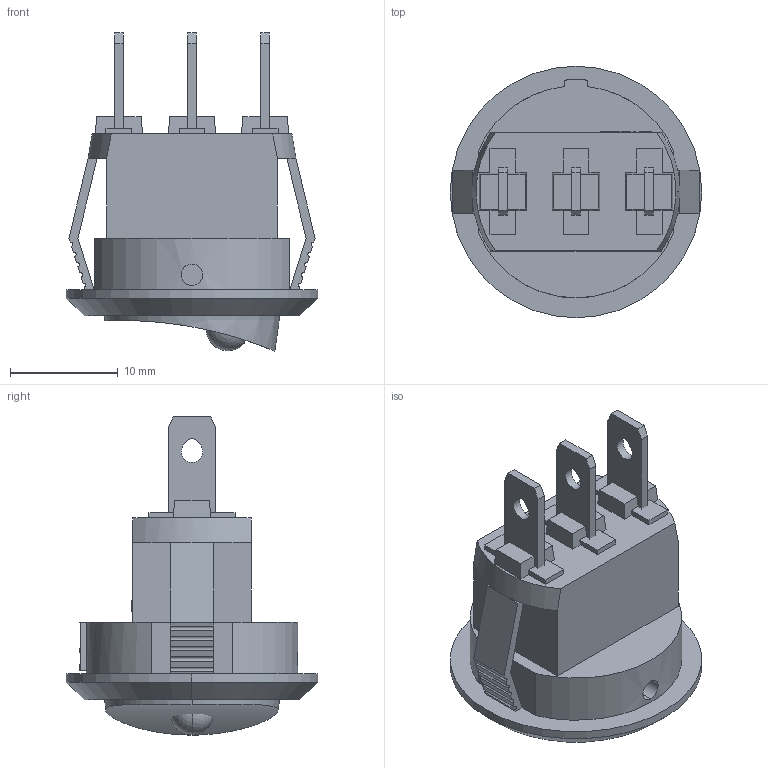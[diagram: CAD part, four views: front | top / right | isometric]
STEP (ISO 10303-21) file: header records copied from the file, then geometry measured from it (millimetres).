
FILE_DESCRIPTION (( 'STEP AP203' ), '1' );
FILE_NAME ('KCD1.STEP', '2023-10-01T15:04:50', ( '' ), ( '' ), 'SwSTEP 2.0', 'SolidWorks 2021', '' );
FILE_SCHEMA (( 'CONFIG_CONTROL_DESIGN' ));
Length unit declared in the file: millimetre
Products named in the file (1): KCD1
Bounding box: 23.4 x 23.4 x 29.6 mm (x, y, z)
Volume: 4577.9 mm3; surface area: 2848.8 mm2
Topology: 5 solids, 5 shells, 218 faces, 578 edges, 380 vertices
Faces by surface type: plane 155, cylinder 32, bspline 22, cone 7, sphere 2
Entity records: 8171 total; most frequent: CARTESIAN_POINT 2797, ORIENTED_EDGE 1146, DIRECTION 986, EDGE_CURVE 573, VECTOR 442, LINE 442, VERTEX_POINT 377, AXIS2_PLACEMENT_3D 272
